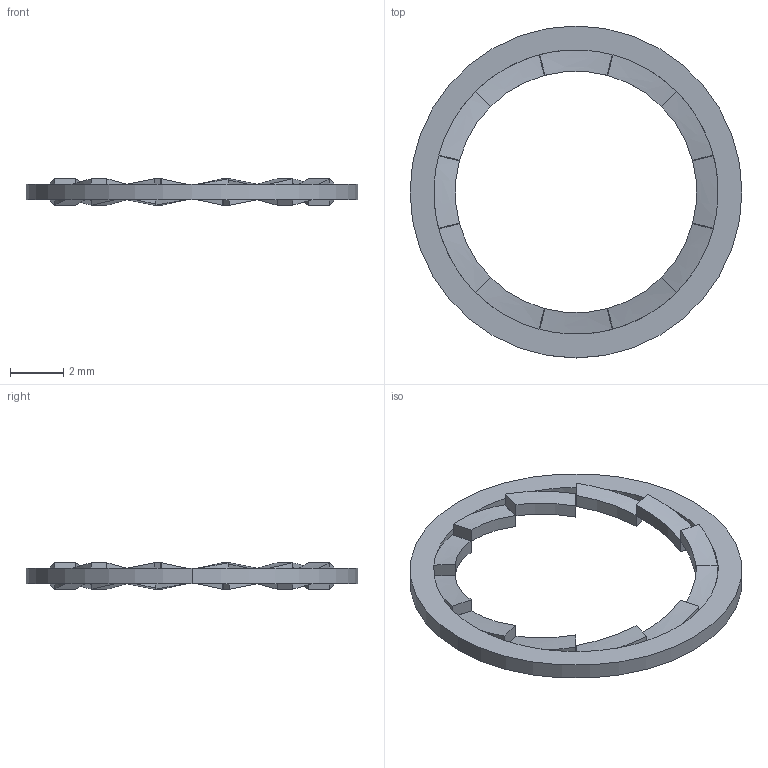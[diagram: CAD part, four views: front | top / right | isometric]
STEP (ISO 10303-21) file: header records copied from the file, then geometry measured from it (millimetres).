
FILE_DESCRIPTION((''),'2;1');
FILE_NAME('LEMO_ECP.0S.302.CLN_Part4.stp','2013-03-20T13:12:28',(''),(''),'Mechanical Desktop 2011','Mechanical Desktop 2011',', , ');
FILE_SCHEMA(('AUTOMOTIVE_DESIGN { 1 2 10303 214 1 1 1 1 }'));
Length unit declared in the file: millimetre
Products named in the file (1): Product
Bounding box: 12.5 x 12.5 x 1 mm (x, y, z)
Volume: 32.2 mm3; surface area: 172.1 mm2
Topology: 1 solids, 1 shells, 100 faces, 272 edges, 174 vertices
Faces by surface type: bspline 74, plane 26
Entity records: 4449 total; most frequent: CARTESIAN_POINT 2321, ORIENTED_EDGE 544, DIRECTION 272, EDGE_CURVE 272, VERTEX_POINT 174, VECTOR 110, LINE 110, B_SPLINE_CURVE_WITH_KNOTS 108
